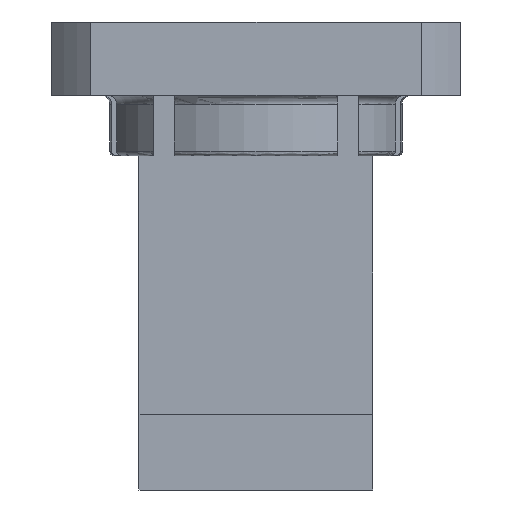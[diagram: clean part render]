
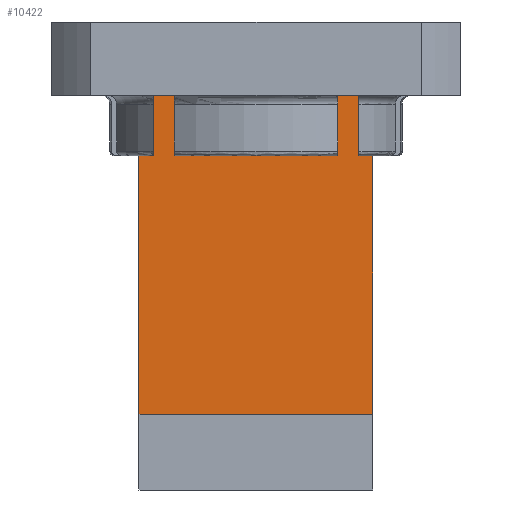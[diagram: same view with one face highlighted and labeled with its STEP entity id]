
A CAD part, front view. The second image highlights one B-rep face of the part: STEP entity #10422.
In plain terms, the highlighted planar face has unit normal (0, -1, 0).
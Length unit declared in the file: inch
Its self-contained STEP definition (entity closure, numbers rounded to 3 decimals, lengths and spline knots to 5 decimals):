
#372 = EDGE_CURVE ( 'NONE', #12001, #3795, #15927, .T. ) ;
#405 = CARTESIAN_POINT ( 'NONE',  ( -0.25, -0.125, -0.286 ) ) ;
#506 = CARTESIAN_POINT ( 'NONE',  ( 0.25, -0.125, -0.286 ) ) ;
#1276 = DIRECTION ( 'NONE',  ( 0., 0., -1. ) ) ;
#1304 = VERTEX_POINT ( 'NONE', #10522 ) ;
#1421 = VECTOR ( 'NONE', #4364, 39.37008 ) ;
#1600 = ORIENTED_EDGE ( 'NONE', *, *, #15558, .T. ) ;
#1621 = ORIENTED_EDGE ( 'NONE', *, *, #12268, .F. ) ;
#1941 = CARTESIAN_POINT ( 'NONE',  ( -0.175, -0.125, -0.156 ) ) ;
#2310 = CARTESIAN_POINT ( 'NONE',  ( 0.22, -0.125, -0.286 ) ) ;
#2335 = DIRECTION ( 'NONE',  ( 0., 0., 1. ) ) ;
#2687 = DIRECTION ( 'NONE',  ( 0., -1., 0. ) ) ;
#2894 = VECTOR ( 'NONE', #5956, 39.37008 ) ;
#3212 = VECTOR ( 'NONE', #15280, 39.37008 ) ;
#3795 = VERTEX_POINT ( 'NONE', #9487 ) ;
#3843 = VERTEX_POINT ( 'NONE', #15031 ) ;
#4045 = DIRECTION ( 'NONE',  ( 0., 0., -1. ) ) ;
#4243 = VECTOR ( 'NONE', #4871, 39.37008 ) ;
#4364 = DIRECTION ( 'NONE',  ( 1., 0., 0. ) ) ;
#4730 = DIRECTION ( 'NONE',  ( 0., 0., 1. ) ) ;
#4733 = CARTESIAN_POINT ( 'NONE',  ( -0.25, -0.125, -0.286 ) ) ;
#4847 = EDGE_CURVE ( 'NONE', #8536, #3843, #7391, .T. ) ;
#4871 = DIRECTION ( 'NONE',  ( 1., 0., 0. ) ) ;
#5062 = AXIS2_PLACEMENT_3D ( 'NONE', #11738, #2687, #4045 ) ;
#5088 = VERTEX_POINT ( 'NONE', #4733 ) ;
#5573 = VECTOR ( 'NONE', #9794, 39.37008 ) ;
#5860 = CARTESIAN_POINT ( 'NONE',  ( -0.25, -0.125, -0.838 ) ) ;
#5911 = VECTOR ( 'NONE', #4730, 39.37008 ) ;
#5956 = DIRECTION ( 'NONE',  ( 1., 0., 0. ) ) ;
#6000 = EDGE_LOOP ( 'NONE', ( #15481, #1621, #1600, #8401, #6944, #11513, #12971, #9499, #9607, #14741, #13087, #7199 ) ) ;
#6130 = VECTOR ( 'NONE', #2335, 39.37008 ) ;
#6382 = CARTESIAN_POINT ( 'NONE',  ( 0.22, -0.125, -0.156 ) ) ;
#6642 = CARTESIAN_POINT ( 'NONE',  ( 0.22, -0.125, -0.156 ) ) ;
#6944 = ORIENTED_EDGE ( 'NONE', *, *, #14825, .F. ) ;
#6995 = CARTESIAN_POINT ( 'NONE',  ( -0.22, -0.125, -0.156 ) ) ;
#7199 = ORIENTED_EDGE ( 'NONE', *, *, #9165, .F. ) ;
#7339 = CARTESIAN_POINT ( 'NONE',  ( -0.22, -0.125, -0.286 ) ) ;
#7391 = LINE ( 'NONE', #11357, #12310 ) ;
#7551 = VERTEX_POINT ( 'NONE', #9033 ) ;
#7697 = DIRECTION ( 'NONE',  ( 1., 0., 0. ) ) ;
#7698 = LINE ( 'NONE', #11499, #3212 ) ;
#7846 = LINE ( 'NONE', #10552, #13572 ) ;
#8274 = CARTESIAN_POINT ( 'NONE',  ( 0.175, -0.125, -0.286 ) ) ;
#8401 = ORIENTED_EDGE ( 'NONE', *, *, #12588, .T. ) ;
#8536 = VERTEX_POINT ( 'NONE', #1941 ) ;
#8818 = VECTOR ( 'NONE', #13963, 39.37008 ) ;
#8889 = EDGE_CURVE ( 'NONE', #13815, #7551, #10895, .T. ) ;
#9016 = DIRECTION ( 'NONE',  ( 1., 0., 0. ) ) ;
#9033 = CARTESIAN_POINT ( 'NONE',  ( 0.175, -0.125, -0.156 ) ) ;
#9165 = EDGE_CURVE ( 'NONE', #16007, #11327, #11222, .T. ) ;
#9177 = EDGE_CURVE ( 'NONE', #7551, #12001, #16445, .T. ) ;
#9487 = CARTESIAN_POINT ( 'NONE',  ( 0.22, -0.125, -0.286 ) ) ;
#9499 = ORIENTED_EDGE ( 'NONE', *, *, #8889, .F. ) ;
#9607 = ORIENTED_EDGE ( 'NONE', *, *, #9786, .F. ) ;
#9786 = EDGE_CURVE ( 'NONE', #3843, #13815, #15312, .T. ) ;
#9790 = VERTEX_POINT ( 'NONE', #506 ) ;
#9794 = DIRECTION ( 'NONE',  ( 0., 0., 1. ) ) ;
#10422 = ADVANCED_FACE ( 'NONE', ( #13163 ), #11828, .T. ) ;
#10522 = CARTESIAN_POINT ( 'NONE',  ( -0.25, -0.125, -0.838 ) ) ;
#10552 = CARTESIAN_POINT ( 'NONE',  ( -0.25, -0.125, -0.286 ) ) ;
#10895 = LINE ( 'NONE', #14848, #5573 ) ;
#11222 = LINE ( 'NONE', #7339, #6130 ) ;
#11327 = VERTEX_POINT ( 'NONE', #13374 ) ;
#11357 = CARTESIAN_POINT ( 'NONE',  ( -0.175, -0.125, -0.286 ) ) ;
#11499 = CARTESIAN_POINT ( 'NONE',  ( 0.25, -0.125, -0.838 ) ) ;
#11513 = ORIENTED_EDGE ( 'NONE', *, *, #372, .F. ) ;
#11738 = CARTESIAN_POINT ( 'NONE',  ( -0.25, -0.125, -0.838 ) ) ;
#11812 = CARTESIAN_POINT ( 'NONE',  ( 0.25, -0.125, -0.838 ) ) ;
#11828 = PLANE ( 'NONE',  #5062 ) ;
#12001 = VERTEX_POINT ( 'NONE', #6642 ) ;
#12268 = EDGE_CURVE ( 'NONE', #1304, #5088, #15974, .T. ) ;
#12310 = VECTOR ( 'NONE', #1276, 39.37008 ) ;
#12377 = CARTESIAN_POINT ( 'NONE',  ( -0.25, -0.125, -0.286 ) ) ;
#12588 = EDGE_CURVE ( 'NONE', #14765, #9790, #7698, .T. ) ;
#12971 = ORIENTED_EDGE ( 'NONE', *, *, #9177, .F. ) ;
#13087 = ORIENTED_EDGE ( 'NONE', *, *, #14950, .F. ) ;
#13148 = CARTESIAN_POINT ( 'NONE',  ( -0.22, -0.125, -0.286 ) ) ;
#13163 = FACE_OUTER_BOUND ( 'NONE', #6000, .T. ) ;
#13374 = CARTESIAN_POINT ( 'NONE',  ( -0.22, -0.125, -0.156 ) ) ;
#13545 = LINE ( 'NONE', #5860, #13587 ) ;
#13572 = VECTOR ( 'NONE', #9016, 39.37008 ) ;
#13587 = VECTOR ( 'NONE', #7697, 39.37008 ) ;
#13815 = VERTEX_POINT ( 'NONE', #8274 ) ;
#13963 = DIRECTION ( 'NONE',  ( 0., 0., -1. ) ) ;
#14119 = VECTOR ( 'NONE', #14347, 39.37008 ) ;
#14347 = DIRECTION ( 'NONE',  ( 1., 0., 0. ) ) ;
#14435 = LINE ( 'NONE', #405, #14119 ) ;
#14741 = ORIENTED_EDGE ( 'NONE', *, *, #4847, .F. ) ;
#14765 = VERTEX_POINT ( 'NONE', #11812 ) ;
#14825 = EDGE_CURVE ( 'NONE', #3795, #9790, #7846, .T. ) ;
#14848 = CARTESIAN_POINT ( 'NONE',  ( 0.175, -0.125, -0.286 ) ) ;
#14950 = EDGE_CURVE ( 'NONE', #11327, #8536, #15934, .T. ) ;
#15031 = CARTESIAN_POINT ( 'NONE',  ( -0.175, -0.125, -0.286 ) ) ;
#15280 = DIRECTION ( 'NONE',  ( 0., 0., 1. ) ) ;
#15312 = LINE ( 'NONE', #12377, #2894 ) ;
#15481 = ORIENTED_EDGE ( 'NONE', *, *, #15665, .F. ) ;
#15558 = EDGE_CURVE ( 'NONE', #1304, #14765, #13545, .T. ) ;
#15665 = EDGE_CURVE ( 'NONE', #5088, #16007, #14435, .T. ) ;
#15927 = LINE ( 'NONE', #2310, #8818 ) ;
#15934 = LINE ( 'NONE', #6995, #1421 ) ;
#15974 = LINE ( 'NONE', #16305, #5911 ) ;
#16007 = VERTEX_POINT ( 'NONE', #13148 ) ;
#16305 = CARTESIAN_POINT ( 'NONE',  ( -0.25, -0.125, -0.838 ) ) ;
#16445 = LINE ( 'NONE', #6382, #4243 ) ;
